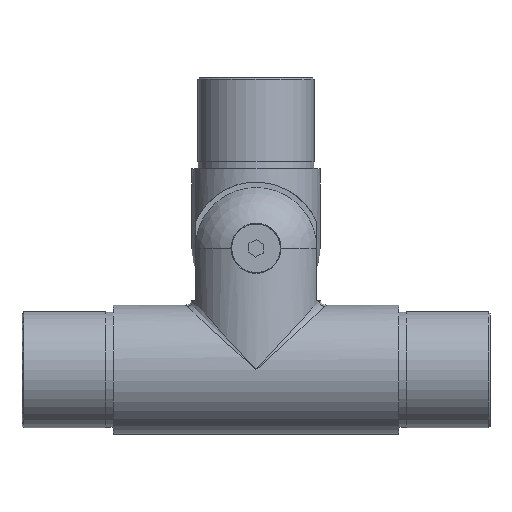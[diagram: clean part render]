
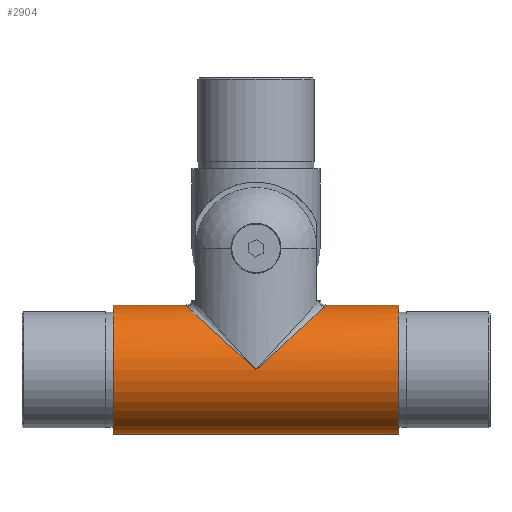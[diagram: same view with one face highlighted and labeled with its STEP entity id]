
A CAD part, front view. The second image highlights one B-rep face of the part: STEP entity #2904.
In plain terms, the highlighted cylindrical face has radius 21.2 mm (diameter 42.4 mm), a partial arc.
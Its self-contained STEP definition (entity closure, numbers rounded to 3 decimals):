
#93 = CARTESIAN_POINT ( 'NONE',  ( -23.106, -1.477, 21.161 ) ) ;
#137 = EDGE_CURVE ( 'NONE', #147, #269, #1861, .T. ) ;
#147 = VERTEX_POINT ( 'NONE', #1305 ) ;
#158 = EDGE_CURVE ( 'NONE', #4324, #4064, #4593, .T. ) ;
#269 = VERTEX_POINT ( 'NONE', #2153 ) ;
#480 = ORIENTED_EDGE ( 'NONE', *, *, #2446, .T. ) ;
#497 = AXIS2_PLACEMENT_3D ( 'NONE', #1533, #2958, #3744 ) ;
#529 = CARTESIAN_POINT ( 'NONE',  ( 23.136, 0., 21.2 ) ) ;
#531 = DIRECTION ( 'NONE',  ( -1., 0., 0. ) ) ;
#550 = CARTESIAN_POINT ( 'NONE',  ( 47., 0., 0. ) ) ;
#601 = DIRECTION ( 'NONE',  ( 0., 0., 1. ) ) ;
#665 = CARTESIAN_POINT ( 'NONE',  ( 22.7, -4.378, 20.743 ) ) ;
#685 = CARTESIAN_POINT ( 'NONE',  ( -11.446, -21.2, 10.46 ) ) ;
#772 = CARTESIAN_POINT ( 'NONE',  ( -69.99, 0., 21.2 ) ) ;
#827 = CARTESIAN_POINT ( 'NONE',  ( -69.99, 0., 0. ) ) ;
#900 = ORIENTED_EDGE ( 'NONE', *, *, #137, .T. ) ;
#902 = CARTESIAN_POINT ( 'NONE',  ( 20.336, -14.612, 18.583 ) ) ;
#1049 = CARTESIAN_POINT ( 'NONE',  ( 0., -21.2, 0. ) ) ;
#1127 = ORIENTED_EDGE ( 'NONE', *, *, #2996, .T. ) ;
#1168 = VERTEX_POINT ( 'NONE', #1737 ) ;
#1206 = LINE ( 'NONE', #2725, #4005 ) ;
#1207 = CARTESIAN_POINT ( 'NONE',  ( -22.85, -3.66, 20.885 ) ) ;
#1238 = ORIENTED_EDGE ( 'NONE', *, *, #1572, .T. ) ;
#1305 = CARTESIAN_POINT ( 'NONE',  ( -23.136, 0., 21.2 ) ) ;
#1363 = EDGE_CURVE ( 'NONE', #4359, #269, #4458, .T. ) ;
#1407 = CARTESIAN_POINT ( 'NONE',  ( -20.336, -14.612, 18.583 ) ) ;
#1416 = ORIENTED_EDGE ( 'NONE', *, *, #158, .T. ) ;
#1496 = CARTESIAN_POINT ( 'NONE',  ( 47., 0., -21.2 ) ) ;
#1533 = CARTESIAN_POINT ( 'NONE',  ( -47., 0., 0. ) ) ;
#1556 =( BOUNDED_CURVE ( )  B_SPLINE_CURVE ( 3, ( #665, #902, #2794, #2326 ),
 .UNSPECIFIED., .F., .T. ) 
 B_SPLINE_CURVE_WITH_KNOTS ( ( 4, 4 ),
 ( 3.35, 4.712 ),
 .UNSPECIFIED. ) 
 CURVE ( )  GEOMETRIC_REPRESENTATION_ITEM ( )  RATIONAL_B_SPLINE_CURVE ( ( 1., 0.851, 0.851, 1. ) ) 
 REPRESENTATION_ITEM ( '' )  );
#1572 = EDGE_CURVE ( 'NONE', #2395, #1674, #3383, .T. ) ;
#1649 = DIRECTION ( 'NONE',  ( -1., 0., 0. ) ) ;
#1674 = VERTEX_POINT ( 'NONE', #3249 ) ;
#1737 = CARTESIAN_POINT ( 'NONE',  ( 23.136, 0., 21.2 ) ) ;
#1763 = VECTOR ( 'NONE', #1649, 1000. ) ;
#1861 = LINE ( 'NONE', #2425, #1763 ) ;
#1895 = CARTESIAN_POINT ( 'NONE',  ( 23.136, -0.369, 21.2 ) ) ;
#1896 = AXIS2_PLACEMENT_3D ( 'NONE', #550, #531, #601 ) ;
#1970 = ORIENTED_EDGE ( 'NONE', *, *, #3265, .T. ) ;
#1974 = DIRECTION ( 'NONE',  ( -1., 0., 0. ) ) ;
#2088 = VERTEX_POINT ( 'NONE', #3628 ) ;
#2106 = ORIENTED_EDGE ( 'NONE', *, *, #1363, .F. ) ;
#2153 = CARTESIAN_POINT ( 'NONE',  ( -47., 0., 21.2 ) ) ;
#2275 = DIRECTION ( 'NONE',  ( -1., 0., 0. ) ) ;
#2326 = CARTESIAN_POINT ( 'NONE',  ( 0., -21.2, 0. ) ) ;
#2338 = LINE ( 'NONE', #772, #3625 ) ;
#2361 = ORIENTED_EDGE ( 'NONE', *, *, #3637, .T. ) ;
#2395 = VERTEX_POINT ( 'NONE', #1496 ) ;
#2425 = CARTESIAN_POINT ( 'NONE',  ( -69.99, 0., 21.2 ) ) ;
#2446 = EDGE_CURVE ( 'NONE', #2088, #4324, #1556, .T. ) ;
#2511 = CARTESIAN_POINT ( 'NONE',  ( 22.7, -4.378, 20.743 ) ) ;
#2519 = CARTESIAN_POINT ( 'NONE',  ( 22.864, -3.667, 20.893 ) ) ;
#2618 = CARTESIAN_POINT ( 'NONE',  ( -23.136, -0.741, 21.2 ) ) ;
#2725 = CARTESIAN_POINT ( 'NONE',  ( -69.99, 0., -21.2 ) ) ;
#2794 = CARTESIAN_POINT ( 'NONE',  ( 11.446, -21.2, 10.46 ) ) ;
#2855 = CARTESIAN_POINT ( 'NONE',  ( 23.072, -1.849, 21.122 ) ) ;
#2861 = FACE_OUTER_BOUND ( 'NONE', #4381, .T. ) ;
#2904 = ADVANCED_FACE ( 'NONE', ( #2861 ), #3843, .T. ) ;
#2958 = DIRECTION ( 'NONE',  ( -1., 0., 0. ) ) ;
#2977 = CARTESIAN_POINT ( 'NONE',  ( -22.7, -4.378, 20.743 ) ) ;
#2996 = EDGE_CURVE ( 'NONE', #1674, #1168, #2338, .T. ) ;
#2997 = AXIS2_PLACEMENT_3D ( 'NONE', #827, #3427, #3504 ) ;
#3096 = CARTESIAN_POINT ( 'NONE',  ( -23.136, 0., 21.2 ) ) ;
#3249 = CARTESIAN_POINT ( 'NONE',  ( 47., 0., 21.2 ) ) ;
#3265 = EDGE_CURVE ( 'NONE', #4064, #147, #3380, .T. ) ;
#3372 = CARTESIAN_POINT ( 'NONE',  ( -22.7, -4.378, 20.743 ) ) ;
#3380 = B_SPLINE_CURVE_WITH_KNOTS ( 'NONE', 3,
 ( #2977, #3390, #1207, #3751, #4085, #93, #2618, #3096 ),
 .UNSPECIFIED., .F., .F.,
 ( 4, 2, 2, 4 ),
 ( 0., 0.001, 0.002, 0.004 ),
 .UNSPECIFIED. ) ;
#3383 = CIRCLE ( 'NONE', #1896, 21.2 ) ;
#3390 = CARTESIAN_POINT ( 'NONE',  ( -22.782, -4.021, 20.818 ) ) ;
#3421 = CARTESIAN_POINT ( 'NONE',  ( 23.096, -1.481, 21.151 ) ) ;
#3427 = DIRECTION ( 'NONE',  ( -1., 0., 0. ) ) ;
#3504 = DIRECTION ( 'NONE',  ( 0., 0., 1. ) ) ;
#3625 = VECTOR ( 'NONE', #2275, 1000. ) ;
#3628 = CARTESIAN_POINT ( 'NONE',  ( 22.7, -4.378, 20.743 ) ) ;
#3637 = EDGE_CURVE ( 'NONE', #1168, #2088, #4387, .T. ) ;
#3744 = DIRECTION ( 'NONE',  ( 0., 0., 1. ) ) ;
#3751 = CARTESIAN_POINT ( 'NONE',  ( -22.961, -2.936, 20.999 ) ) ;
#3843 = CYLINDRICAL_SURFACE ( 'NONE', #2997, 21.2 ) ;
#3895 = CARTESIAN_POINT ( 'NONE',  ( 0., -21.2, 0. ) ) ;
#4005 = VECTOR ( 'NONE', #1974, 1000. ) ;
#4064 = VERTEX_POINT ( 'NONE', #3372 ) ;
#4085 = CARTESIAN_POINT ( 'NONE',  ( -23.005, -2.572, 21.047 ) ) ;
#4127 = CARTESIAN_POINT ( 'NONE',  ( 23.129, -0.741, 21.19 ) ) ;
#4175 = EDGE_CURVE ( 'NONE', #2395, #4359, #1206, .T. ) ;
#4269 = ORIENTED_EDGE ( 'NONE', *, *, #4175, .F. ) ;
#4324 = VERTEX_POINT ( 'NONE', #3895 ) ;
#4352 = CARTESIAN_POINT ( 'NONE',  ( 22.97, -2.945, 21.007 ) ) ;
#4359 = VERTEX_POINT ( 'NONE', #4657 ) ;
#4381 = EDGE_LOOP ( 'NONE', ( #4269, #1238, #1127, #2361, #480, #1416, #1970, #900, #2106 ) ) ;
#4387 = B_SPLINE_CURVE_WITH_KNOTS ( 'NONE', 3,
 ( #529, #1895, #4127, #3421, #2855, #4352, #2519, #2511 ),
 .UNSPECIFIED., .F., .F.,
 ( 4, 2, 2, 4 ),
 ( 0.004, 0.006, 0.007, 0.009 ),
 .UNSPECIFIED. ) ;
#4458 = CIRCLE ( 'NONE', #497, 21.2 ) ;
#4593 =( BOUNDED_CURVE ( )  B_SPLINE_CURVE ( 3, ( #1049, #685, #1407, #4650 ),
 .UNSPECIFIED., .F., .T. ) 
 B_SPLINE_CURVE_WITH_KNOTS ( ( 4, 4 ),
 ( 1.571, 2.934 ),
 .UNSPECIFIED. ) 
 CURVE ( )  GEOMETRIC_REPRESENTATION_ITEM ( )  RATIONAL_B_SPLINE_CURVE ( ( 1., 0.851, 0.851, 1. ) ) 
 REPRESENTATION_ITEM ( '' )  );
#4650 = CARTESIAN_POINT ( 'NONE',  ( -22.7, -4.378, 20.743 ) ) ;
#4657 = CARTESIAN_POINT ( 'NONE',  ( -47., 0., -21.2 ) ) ;
